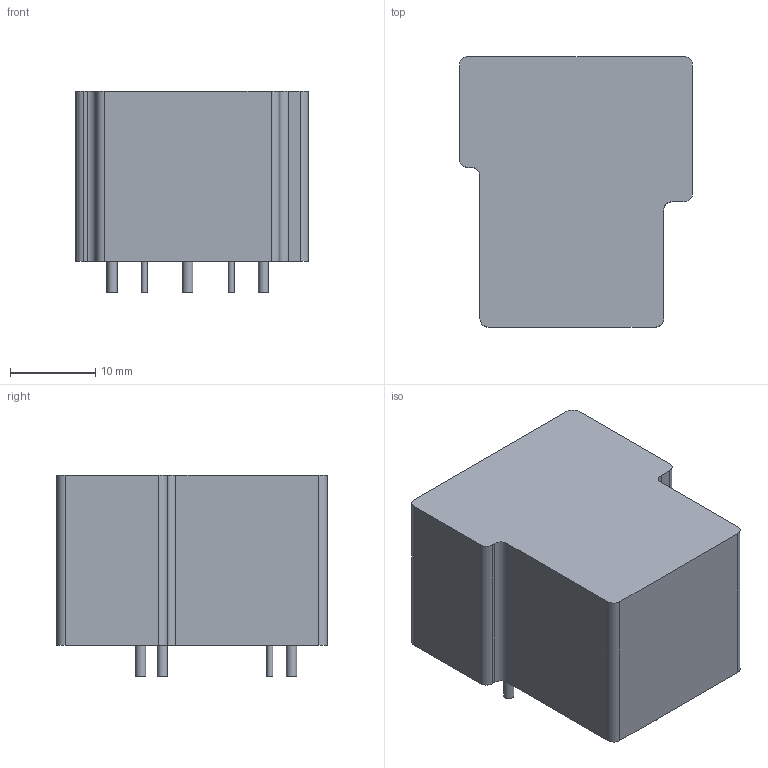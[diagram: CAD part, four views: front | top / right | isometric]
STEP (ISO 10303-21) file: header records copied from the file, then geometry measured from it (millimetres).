
FILE_DESCRIPTION(/* description */ ('','CAx-IF Rec.Pracs.---Representation and Presentation of Product Manufacturing Information (PMI)---4.0---2014-10-13'),/* implementation_level */ '2;1');
FILE_NAME(/* name */ 'PR24-5V-900-1A v3.step',/* time_stamp */ '2025-03-13T20:01:17-04:00',/* author */ (''),/* organization */ (''),/* preprocessor_version */ 'ST-DEVELOPER v20',/* originating_system */ 'Autodesk Translation Framework v13.20.0.188',/* authorisation */ '');
FILE_SCHEMA (('AP242_MANAGED_MODEL_BASED_3D_ENGINEERING_MIM_LF { 1 0 10303 442 1 1 4 }'));
Length unit declared in the file: inch
Products named in the file (3): PR24-5V-900-1A; RELAY_PR24-5V-900-1A v3; PR24-5V-900-1A v4
Assembly tree (2 placements, depth 3):
  PR24-5V-900-1A
    RELAY_PR24-5V-900-1A v3
      PR24-5V-900-1A v4
Bounding box: 27.4 x 31.8 x 23.7 mm (x, y, z)
Volume: 15520.2 mm3; surface area: 3916.2 mm2
Topology: 6 solids, 6 shells, 33 faces, 63 edges, 42 vertices
Faces by surface type: plane 20, cylinder 13
Full cylindrical faces by diameter (mm): 0.7 x2, 1.2 x3
Entity records: 927 total; most frequent: DIRECTION 165, CARTESIAN_POINT 143, ORIENTED_EDGE 126, AXIS2_PLACEMENT_3D 64, EDGE_CURVE 63, VERTEX_POINT 42, LINE 37, VECTOR 37
